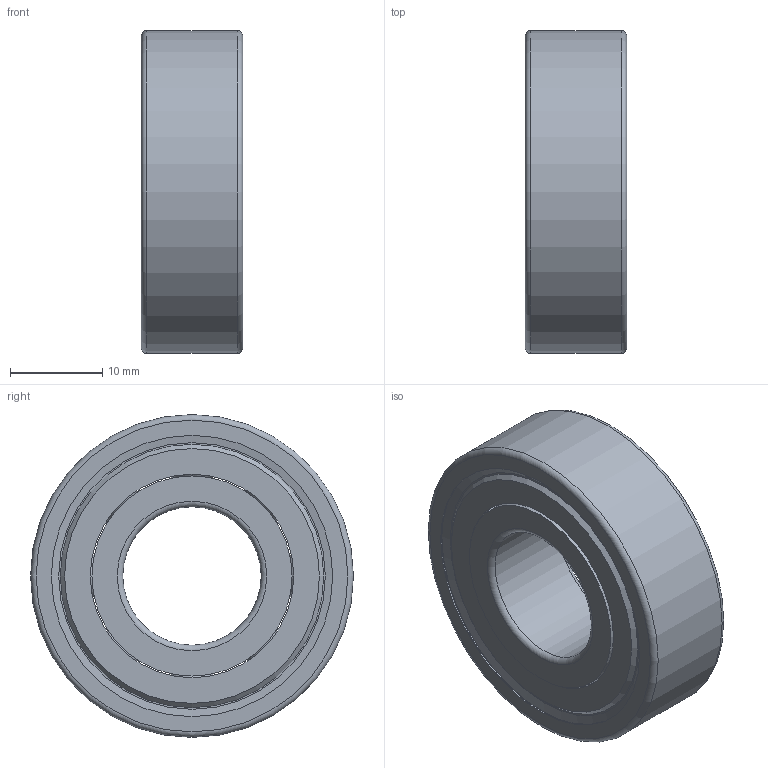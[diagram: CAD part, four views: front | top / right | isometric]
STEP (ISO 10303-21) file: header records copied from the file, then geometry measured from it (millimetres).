
FILE_DESCRIPTION(/* description */ (''),/* implementation_level */ '2;1');
FILE_NAME(/* name */ 'Ball Bearing 6202-2Z.step',/* time_stamp */ '2024-01-24T16:51:13-03:00',/* author */ (''),/* organization */ (''),/* preprocessor_version */ 'ST-DEVELOPER v20',/* originating_system */ 'Autodesk Translation Framework v12.14.0.127',/* authorisation */ '');
FILE_SCHEMA (('AUTOMOTIVE_DESIGN { 1 0 10303 214 3 1 1 }'));
Length unit declared in the file: millimetre
Products named in the file (1): Ball Bearing 6202-2Z
Bounding box: 11 x 35 x 35 mm (x, y, z)
Volume: 5769.2 mm3; surface area: 7265.1 mm2
Topology: 5 solids, 5 shells, 62 faces, 138 edges, 90 vertices
Faces by surface type: torus 16, cylinder 14, plane 14, cone 10, sphere 8
Full cylindrical faces by diameter (mm): 15 x1, 21.7 x2, 22.062 x2, 22.527 x2, 28.95 x2, 30.5 x2, 31.12 x2, 35 x1
Entity records: 1741 total; most frequent: DIRECTION 346, CARTESIAN_POINT 275, ORIENTED_EDGE 244, AXIS2_PLACEMENT_3D 161, EDGE_CURVE 122, EDGE_LOOP 92, VERTEX_POINT 90, CIRCLE 82
